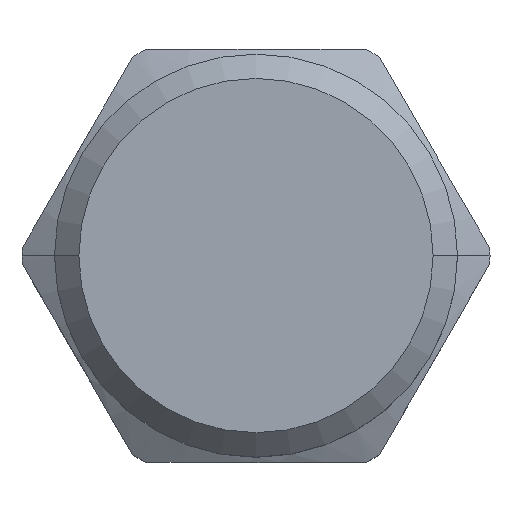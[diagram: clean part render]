
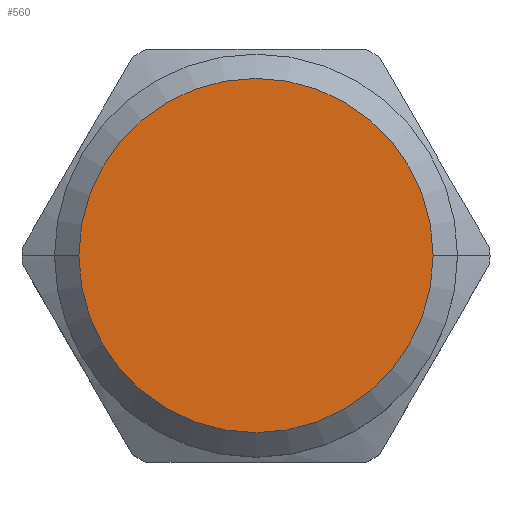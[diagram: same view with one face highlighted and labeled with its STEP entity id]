
A CAD part, top view. The second image highlights one B-rep face of the part: STEP entity #560.
In plain terms, the highlighted planar face has unit normal (0, 0, 1).
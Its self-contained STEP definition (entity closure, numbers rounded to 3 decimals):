
#560 = ADVANCED_FACE ( 'NONE', ( #5158 ), #809, .T. ) ;
#662 = DIRECTION ( 'NONE',  ( 1., 0., 0. ) ) ;
#773 = DIRECTION ( 'NONE',  ( 0., 0., 1. ) ) ;
#809 = PLANE ( 'NONE',  #5671 ) ;
#997 = CARTESIAN_POINT ( 'NONE',  ( 0., 0., 10. ) ) ;
#1983 = VERTEX_POINT ( 'NONE', #3666 ) ;
#2039 = VERTEX_POINT ( 'NONE', #4028 ) ;
#2077 = ORIENTED_EDGE ( 'NONE', *, *, #3571, .T. ) ;
#2084 = EDGE_LOOP ( 'NONE', ( #2077, #2591 ) ) ;
#2591 = ORIENTED_EDGE ( 'NONE', *, *, #5688, .T. ) ;
#2879 = AXIS2_PLACEMENT_3D ( 'NONE', #5519, #5520, #5459 ) ;
#3571 = EDGE_CURVE ( 'NONE', #2039, #1983, #5130, .T. ) ;
#3666 = CARTESIAN_POINT ( 'NONE',  ( 10.9, 0., 10. ) ) ;
#3708 = CARTESIAN_POINT ( 'NONE',  ( 0., 0., 10. ) ) ;
#3741 = DIRECTION ( 'NONE',  ( 1., 0., 0. ) ) ;
#3980 = DIRECTION ( 'NONE',  ( 0., 0., 1. ) ) ;
#4028 = CARTESIAN_POINT ( 'NONE',  ( -10.9, 0., 10. ) ) ;
#5130 = CIRCLE ( 'NONE', #5749, 10.9 ) ;
#5158 = FACE_OUTER_BOUND ( 'NONE', #2084, .T. ) ;
#5233 = CIRCLE ( 'NONE', #2879, 10.9 ) ;
#5459 = DIRECTION ( 'NONE',  ( 1., 0., 0. ) ) ;
#5519 = CARTESIAN_POINT ( 'NONE',  ( 0., 0., 10. ) ) ;
#5520 = DIRECTION ( 'NONE',  ( 0., 0., 1. ) ) ;
#5671 = AXIS2_PLACEMENT_3D ( 'NONE', #997, #773, #662 ) ;
#5688 = EDGE_CURVE ( 'NONE', #1983, #2039, #5233, .T. ) ;
#5749 = AXIS2_PLACEMENT_3D ( 'NONE', #3708, #3980, #3741 ) ;
